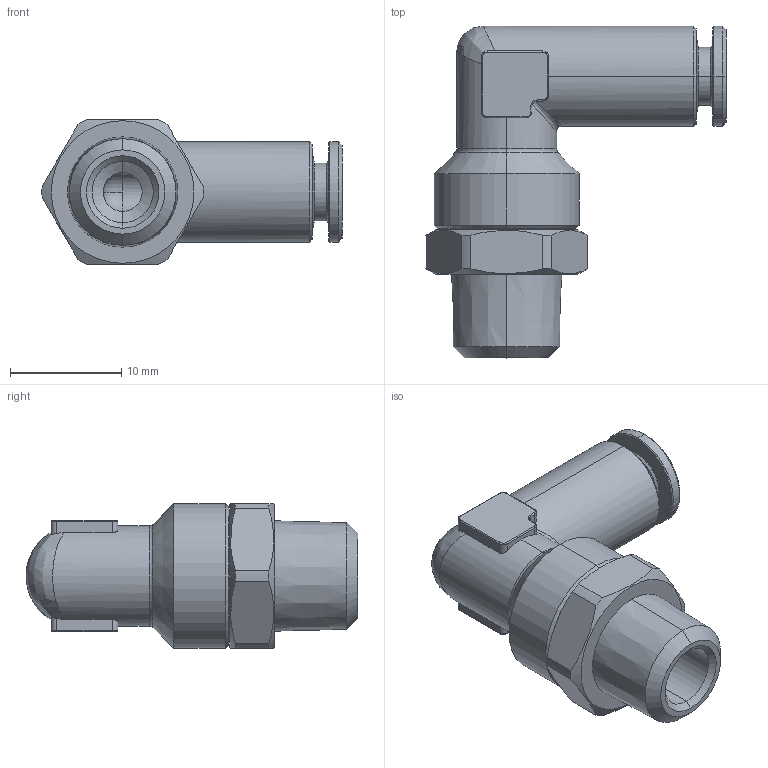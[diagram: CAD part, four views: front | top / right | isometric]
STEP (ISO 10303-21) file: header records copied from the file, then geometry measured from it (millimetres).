
FILE_DESCRIPTION(( 'AR.15.04.18.STEP' ), '1');
FILE_NAME( 'AR.15.04.18.STEP', '2018-10-02T10:34:10',( 'Sopra'),('sopra-pneumatic.com'), 'SwSTEP 2.0','SolidWorks 2009','' );
FILE_SCHEMA (( 'AUTOMOTIVE_DESIGN' ));
Length unit declared in the file: millimetre
Products named in the file (1): AR050011
Bounding box: 26.95 x 29.8 x 13 mm (x, y, z)
Volume: 3003.5 mm3; surface area: 2340.8 mm2
Topology: 1 solids, 1 shells, 127 faces, 300 edges, 178 vertices
Faces by surface type: cylinder 50, cone 30, plane 27, torus 16, sphere 2, bspline 2
Entity records: 5296 total; most frequent: CARTESIAN_POINT 945, DIRECTION 648, ORIENTED_EDGE 596, EDGE_CURVE 298, AXIS2_PLACEMENT_3D 265, VERTEX_POINT 178, CIRCLE 139, EDGE_LOOP 134
